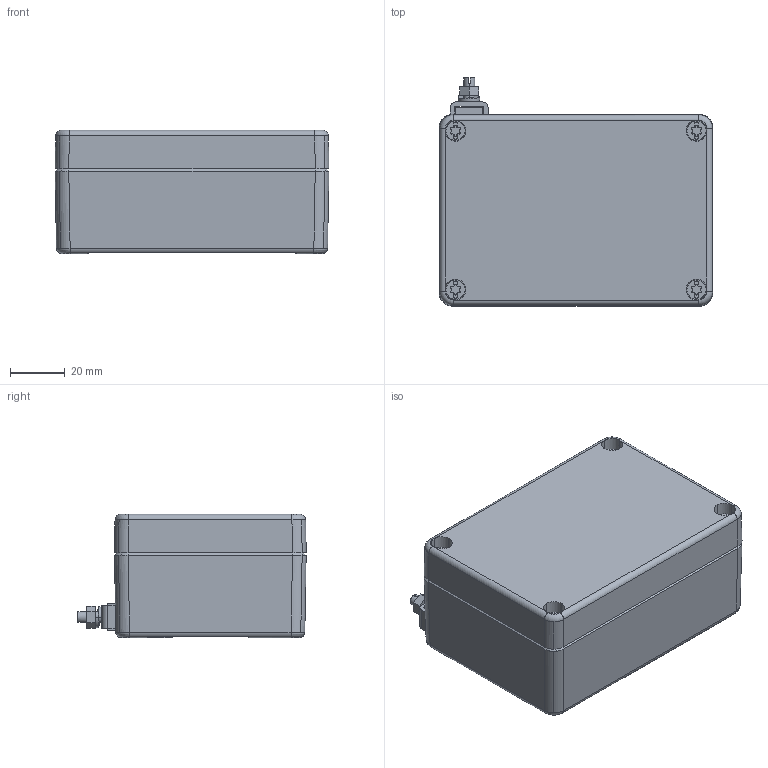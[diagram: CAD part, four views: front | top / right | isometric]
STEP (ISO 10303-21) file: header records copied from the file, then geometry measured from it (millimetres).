
FILE_DESCRIPTION(('CATIA V5 STEP Exchange','CAx-IF Rec.Pracs.--- Model Styling and Organization---1.5--- 2016-08-15','CAx-IF Rec.Pracs.---Supplemental Geometry---1.0---2011-11-01','CAx-IF Rec.Pracs.--- Composite Materials ---1.1---2010-07-15'),'2;1');
FILE_NAME ('D1451046_2', '2024-11-11T06:54:11+00:00', ('none'), ('Weidmueller'), 'CATIA Version 5-6 Release 2022 SP4 HF5', 'CATIA V5 STEP AP214 v3', 'none');
FILE_SCHEMA(('AUTOMOTIVE_DESIGN { 1 0 10303 214 1 1 1 1 }'));
Length unit declared in the file: millimetre
Products named in the file (1): K2 EX
Bounding box: 100 x 83.38 x 45 mm (x, y, z)
Volume: 111121.8 mm3; surface area: 67281.8 mm2
Topology: 14 solids, 18 shells, 1081 faces, 2795 edges, 1802 vertices
Faces by surface type: plane 362, bspline 346, cylinder 223, cone 92, torus 50, sphere 8
Entity records: 34868 total; most frequent: CARTESIAN_POINT 12531, ORIENTED_EDGE 5570, EDGE_CURVE 2785, DIRECTION 2686, VERTEX_POINT 1802, AXIS2_PLACEMENT_3D 1191, EDGE_LOOP 1169, ADVANCED_FACE 1081
